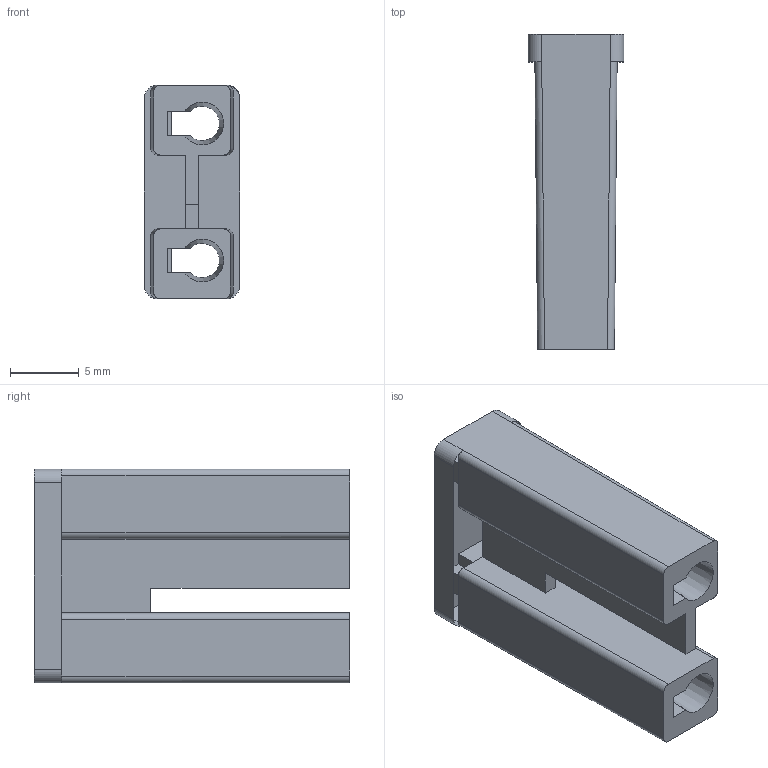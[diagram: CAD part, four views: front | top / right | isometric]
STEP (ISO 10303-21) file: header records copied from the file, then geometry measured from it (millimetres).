
FILE_DESCRIPTION((''),'2;1');
FILE_NAME('FHG80001-S02M2WHB','2023-06-14T14:44:33',('Administrator'),(''),'CREO PARAMETRIC BY PTC INC, 2021023','CREO PARAMETRIC BY PTC INC, 2021023','');
FILE_SCHEMA(('AUTOMOTIVE_DESIGN { 1 0 10303 214 1 1 1 1 }'));
Length unit declared in the file: millimetre
Products named in the file (1): FHG80001-S02M2WHB
Bounding box: 7 x 23 x 15.6 mm (x, y, z)
Volume: 1018 mm3; surface area: 1955.8 mm2
Topology: 1 solids, 1 shells, 68 faces, 194 edges, 128 vertices
Faces by surface type: plane 52, cylinder 14, cone 2
Entity records: 2869 total; most frequent: CARTESIAN_POINT 460, ORIENTED_EDGE 388, DIRECTION 330, PRESENTATION_STYLE_ASSIGNMENT 195, STYLED_ITEM 195, CURVE_STYLE 194, EDGE_CURVE 194, VECTOR 154
